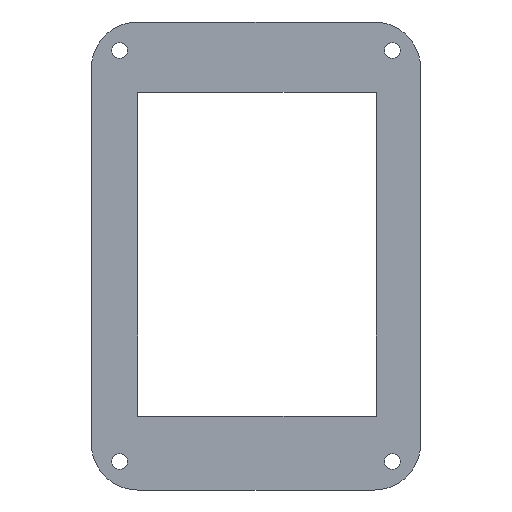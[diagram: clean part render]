
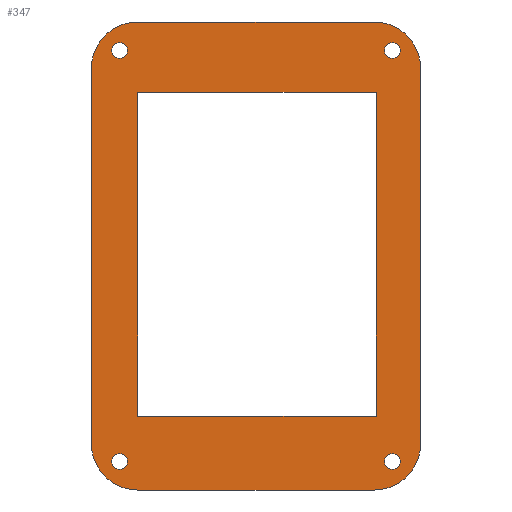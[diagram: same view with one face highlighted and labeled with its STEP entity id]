
A CAD part, front view. The second image highlights one B-rep face of the part: STEP entity #347.
In plain terms, the highlighted planar face has unit normal (0, -1, 0).
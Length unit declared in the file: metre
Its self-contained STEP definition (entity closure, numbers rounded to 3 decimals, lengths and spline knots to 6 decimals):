
#12=CIRCLE('',#363,0.009898);
#14=CIRCLE('',#367,0.009898);
#16=CIRCLE('',#371,0.009898);
#19=CIRCLE('',#379,0.0017);
#21=CIRCLE('',#382,0.0017);
#23=CIRCLE('',#385,0.0017);
#25=CIRCLE('',#388,0.0017);
#26=CIRCLE('',#391,0.009898);
#108=ORIENTED_EDGE('',*,*,#146,.T.);
#109=ORIENTED_EDGE('',*,*,#164,.T.);
#110=ORIENTED_EDGE('',*,*,#153,.F.);
#111=ORIENTED_EDGE('',*,*,#150,.F.);
#112=ORIENTED_EDGE('',*,*,#163,.F.);
#113=ORIENTED_EDGE('',*,*,#161,.T.);
#114=ORIENTED_EDGE('',*,*,#159,.F.);
#115=ORIENTED_EDGE('',*,*,#157,.T.);
#116=ORIENTED_EDGE('',*,*,#124,.T.);
#117=ORIENTED_EDGE('',*,*,#166,.F.);
#118=ORIENTED_EDGE('',*,*,#143,.F.);
#119=ORIENTED_EDGE('',*,*,#140,.F.);
#120=ORIENTED_EDGE('',*,*,#137,.F.);
#121=ORIENTED_EDGE('',*,*,#134,.F.);
#122=ORIENTED_EDGE('',*,*,#131,.T.);
#123=ORIENTED_EDGE('',*,*,#128,.F.);
#124=EDGE_CURVE('',#168,#169,#200,.T.);
#128=EDGE_CURVE('',#168,#172,#12,.T.);
#131=EDGE_CURVE('',#174,#172,#205,.T.);
#134=EDGE_CURVE('',#174,#176,#14,.T.);
#137=EDGE_CURVE('',#176,#178,#209,.T.);
#140=EDGE_CURVE('',#178,#180,#16,.T.);
#143=EDGE_CURVE('',#180,#182,#213,.T.);
#146=EDGE_CURVE('',#184,#185,#216,.T.);
#150=EDGE_CURVE('',#184,#188,#220,.T.);
#153=EDGE_CURVE('',#188,#190,#223,.T.);
#157=EDGE_CURVE('',#193,#193,#19,.T.);
#159=EDGE_CURVE('',#195,#195,#21,.T.);
#161=EDGE_CURVE('',#197,#197,#23,.T.);
#163=EDGE_CURVE('',#199,#199,#25,.T.);
#164=EDGE_CURVE('',#185,#190,#226,.T.);
#166=EDGE_CURVE('',#182,#169,#26,.T.);
#168=VERTEX_POINT('',#496);
#169=VERTEX_POINT('',#497);
#172=VERTEX_POINT('',#505);
#174=VERTEX_POINT('',#511);
#176=VERTEX_POINT('',#517);
#178=VERTEX_POINT('',#523);
#180=VERTEX_POINT('',#529);
#182=VERTEX_POINT('',#535);
#184=VERTEX_POINT('',#541);
#185=VERTEX_POINT('',#542);
#188=VERTEX_POINT('',#550);
#190=VERTEX_POINT('',#556);
#193=VERTEX_POINT('',#564);
#195=VERTEX_POINT('',#569);
#197=VERTEX_POINT('',#574);
#199=VERTEX_POINT('',#579);
#200=LINE('',#495,#228);
#205=LINE('',#510,#233);
#209=LINE('',#522,#237);
#213=LINE('',#534,#241);
#216=LINE('',#540,#244);
#220=LINE('',#549,#248);
#223=LINE('',#555,#251);
#226=LINE('',#581,#254);
#228=VECTOR('',#399,1.);
#233=VECTOR('',#412,1.);
#237=VECTOR('',#424,1.);
#241=VECTOR('',#436,1.);
#244=VECTOR('',#441,1.);
#248=VECTOR('',#447,1.);
#251=VECTOR('',#452,1.);
#254=VECTOR('',#481,1.);
#282=EDGE_LOOP('',(#108,#109,#110,#111));
#283=EDGE_LOOP('',(#112));
#284=EDGE_LOOP('',(#113));
#285=EDGE_LOOP('',(#114));
#286=EDGE_LOOP('',(#115));
#287=EDGE_LOOP('',(#116,#117,#118,#119,#120,#121,#122,#123));
#314=FACE_BOUND('',#282,.T.);
#315=FACE_BOUND('',#283,.T.);
#316=FACE_BOUND('',#284,.T.);
#317=FACE_BOUND('',#285,.T.);
#318=FACE_BOUND('',#286,.T.);
#319=FACE_BOUND('',#287,.T.);
#329=PLANE('',#394);
#347=ADVANCED_FACE('',(#314,#315,#316,#317,#318,#319),#329,.F.);
#363=AXIS2_PLACEMENT_3D('',#504,#405,#406);
#367=AXIS2_PLACEMENT_3D('',#516,#417,#418);
#371=AXIS2_PLACEMENT_3D('',#528,#429,#430);
#379=AXIS2_PLACEMENT_3D('',#563,#459,#460);
#382=AXIS2_PLACEMENT_3D('',#568,#465,#466);
#385=AXIS2_PLACEMENT_3D('',#573,#471,#472);
#388=AXIS2_PLACEMENT_3D('',#578,#477,#478);
#391=AXIS2_PLACEMENT_3D('',#584,#485,#486);
#394=AXIS2_PLACEMENT_3D('',#587,#491,#492);
#399=DIRECTION('',(0.,0.,1.));
#405=DIRECTION('',(0.,1.,0.));
#406=DIRECTION('',(1.,0.,0.));
#412=DIRECTION('',(1.,0.,0.));
#417=DIRECTION('',(0.,1.,0.));
#418=DIRECTION('',(1.,0.,0.));
#424=DIRECTION('',(0.,0.,1.));
#429=DIRECTION('',(0.,1.,0.));
#430=DIRECTION('',(1.,0.,0.));
#436=DIRECTION('',(1.,0.,0.));
#441=DIRECTION('',(1.,0.,0.));
#447=DIRECTION('',(0.,0.,-1.));
#452=DIRECTION('',(1.,0.,0.));
#459=DIRECTION('',(0.,1.,0.));
#460=DIRECTION('',(1.,0.,0.));
#465=DIRECTION('',(0.,-1.,0.));
#466=DIRECTION('',(1.,0.,0.));
#471=DIRECTION('',(0.,1.,0.));
#472=DIRECTION('',(1.,0.,0.));
#477=DIRECTION('',(0.,-1.,0.));
#478=DIRECTION('',(1.,0.,0.));
#481=DIRECTION('',(0.,0.,-1.));
#485=DIRECTION('',(0.,1.,0.));
#486=DIRECTION('',(1.,0.,0.));
#491=DIRECTION('',(0.,1.,0.));
#492=DIRECTION('',(1.,0.,0.));
#495=CARTESIAN_POINT('',(-0.024124,0.,-0.000994));
#496=CARTESIAN_POINT('',(-0.024124,0.,-0.041195));
#497=CARTESIAN_POINT('',(-0.024124,0.,0.039208));
#504=CARTESIAN_POINT('',(-0.034022,0.,-0.041195));
#505=CARTESIAN_POINT('',(-0.034022,0.,-0.051094));
#510=CARTESIAN_POINT('',(-0.059374,0.,-0.051094));
#511=CARTESIAN_POINT('',(-0.084726,0.,-0.051094));
#516=CARTESIAN_POINT('',(-0.084726,0.,-0.041195));
#517=CARTESIAN_POINT('',(-0.094624,0.,-0.041195));
#522=CARTESIAN_POINT('',(-0.094624,0.,-0.000994));
#523=CARTESIAN_POINT('',(-0.094624,0.,0.039208));
#528=CARTESIAN_POINT('',(-0.084726,0.,0.039208));
#529=CARTESIAN_POINT('',(-0.084726,0.,0.049106));
#534=CARTESIAN_POINT('',(-0.059374,0.,0.049106));
#535=CARTESIAN_POINT('',(-0.034022,0.,0.049106));
#540=CARTESIAN_POINT('',(-0.059176,0.,0.034014));
#541=CARTESIAN_POINT('',(-0.084726,0.,0.034014));
#542=CARTESIAN_POINT('',(-0.033626,0.,0.034014));
#549=CARTESIAN_POINT('',(-0.084726,0.,-0.000636));
#550=CARTESIAN_POINT('',(-0.084726,0.,-0.035286));
#555=CARTESIAN_POINT('',(-0.059176,0.,-0.035286));
#556=CARTESIAN_POINT('',(-0.033626,0.,-0.035286));
#563=CARTESIAN_POINT('',(-0.030188,0.,-0.044984));
#564=CARTESIAN_POINT('',(-0.028488,0.,-0.044984));
#568=CARTESIAN_POINT('',(-0.030188,0.,0.042996));
#569=CARTESIAN_POINT('',(-0.028488,0.,0.042996));
#573=CARTESIAN_POINT('',(-0.088561,0.,0.042996));
#574=CARTESIAN_POINT('',(-0.086861,0.,0.042996));
#578=CARTESIAN_POINT('',(-0.088561,0.,-0.044984));
#579=CARTESIAN_POINT('',(-0.086861,0.,-0.044984));
#581=CARTESIAN_POINT('',(-0.033626,0.,-0.000636));
#584=CARTESIAN_POINT('',(-0.034022,0.,0.039208));
#587=CARTESIAN_POINT('',(-0.059374,0.,-0.000994));
